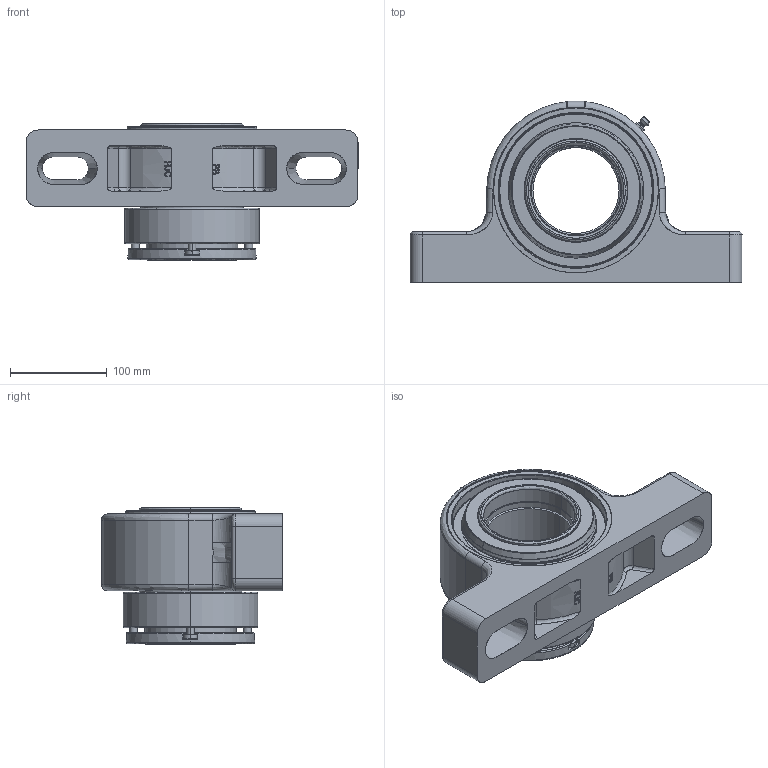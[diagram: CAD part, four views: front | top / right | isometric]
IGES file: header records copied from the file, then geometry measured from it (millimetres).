
Start section: SolidWorks IGES file using analytic representation for surfaces
Global section: file name: USDEFAU0812182645979.igs; native system: SolidWorks 2017; preprocessor: SolidWorks 2017; author: partstream; date: 170812.182654; units: inch
Bounding box: 342.9 x 187.32 x 140.89 mm (x, y, z)
Surface area: 681801.7 mm2 (no closed solid volume)
Topology: 0 solids, 0 shells, 786 faces, 13704 edges, 13702 vertices
Faces by surface type: bspline 494, revolution 292
